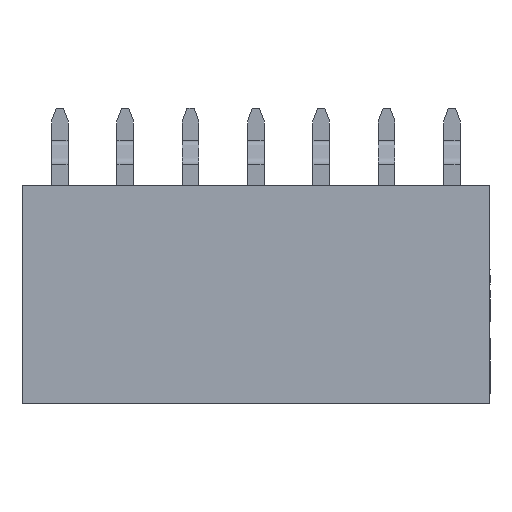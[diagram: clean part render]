
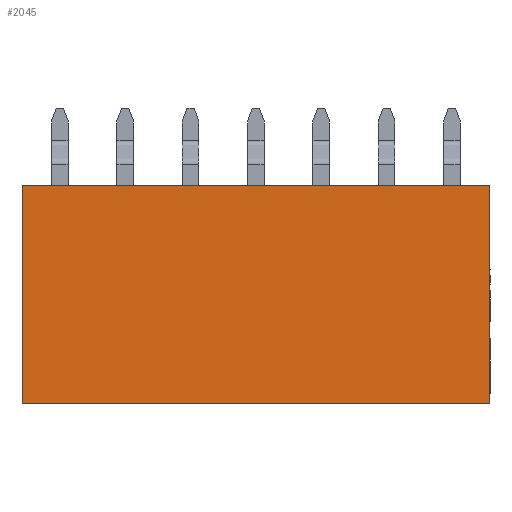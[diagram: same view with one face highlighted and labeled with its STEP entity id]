
A CAD part, top view. The second image highlights one B-rep face of the part: STEP entity #2045.
In plain terms, the highlighted planar face has unit normal (0, 0, 1).
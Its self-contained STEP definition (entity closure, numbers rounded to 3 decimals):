
#70 = DIRECTION ( 'NONE',  ( 0., 1., 0. ) ) ;
#404 = CARTESIAN_POINT ( 'NONE',  ( -9.09, 0.65, 3.45 ) ) ;
#755 = VERTEX_POINT ( 'NONE', #14053 ) ;
#1292 = EDGE_CURVE ( 'NONE', #755, #10637, #10853, .T. ) ;
#2045 = ADVANCED_FACE ( 'NONE', ( #2587 ), #2485, .F. ) ;
#2320 = VERTEX_POINT ( 'NONE', #8928 ) ;
#2441 = ORIENTED_EDGE ( 'NONE', *, *, #1292, .T. ) ;
#2485 = PLANE ( 'NONE',  #10097 ) ;
#2587 = FACE_OUTER_BOUND ( 'NONE', #17371, .T. ) ;
#3370 = LINE ( 'NONE', #4883, #15490 ) ;
#4023 = ORIENTED_EDGE ( 'NONE', *, *, #10774, .F. ) ;
#4883 = CARTESIAN_POINT ( 'NONE',  ( -9.09, -7.85, 3.45 ) ) ;
#6098 = CARTESIAN_POINT ( 'NONE',  ( -9.09, -7.85, 3.45 ) ) ;
#7015 = CARTESIAN_POINT ( 'NONE',  ( 9.09, 0.65, 3.45 ) ) ;
#7578 = DIRECTION ( 'NONE',  ( -1., 0., 0. ) ) ;
#8928 = CARTESIAN_POINT ( 'NONE',  ( -9.09, -7.85, 3.45 ) ) ;
#9256 = CARTESIAN_POINT ( 'NONE',  ( -9.09, 0.65, 3.45 ) ) ;
#9832 = DIRECTION ( 'NONE',  ( 0., 0., -1. ) ) ;
#10097 = AXIS2_PLACEMENT_3D ( 'NONE', #18564, #9832, #12642 ) ;
#10637 = VERTEX_POINT ( 'NONE', #7015 ) ;
#10661 = DIRECTION ( 'NONE',  ( 0., 1., 0. ) ) ;
#10774 = EDGE_CURVE ( 'NONE', #755, #2320, #3370, .T. ) ;
#10826 = VERTEX_POINT ( 'NONE', #404 ) ;
#10853 = LINE ( 'NONE', #10944, #15288 ) ;
#10944 = CARTESIAN_POINT ( 'NONE',  ( 9.09, -7.85, 3.45 ) ) ;
#11135 = VECTOR ( 'NONE', #70, 1000. ) ;
#12064 = LINE ( 'NONE', #9256, #12632 ) ;
#12632 = VECTOR ( 'NONE', #13866, 1000. ) ;
#12642 = DIRECTION ( 'NONE',  ( 0., 1., 0. ) ) ;
#13188 = LINE ( 'NONE', #6098, #11135 ) ;
#13866 = DIRECTION ( 'NONE',  ( -1., 0., 0. ) ) ;
#14053 = CARTESIAN_POINT ( 'NONE',  ( 9.09, -7.85, 3.45 ) ) ;
#15288 = VECTOR ( 'NONE', #10661, 1000. ) ;
#15490 = VECTOR ( 'NONE', #7578, 1000. ) ;
#16095 = ORIENTED_EDGE ( 'NONE', *, *, #17915, .F. ) ;
#17042 = EDGE_CURVE ( 'NONE', #10637, #10826, #12064, .T. ) ;
#17371 = EDGE_LOOP ( 'NONE', ( #18056, #16095, #4023, #2441 ) ) ;
#17915 = EDGE_CURVE ( 'NONE', #2320, #10826, #13188, .T. ) ;
#18056 = ORIENTED_EDGE ( 'NONE', *, *, #17042, .T. ) ;
#18564 = CARTESIAN_POINT ( 'NONE',  ( -9.09, -7.85, 3.45 ) ) ;
